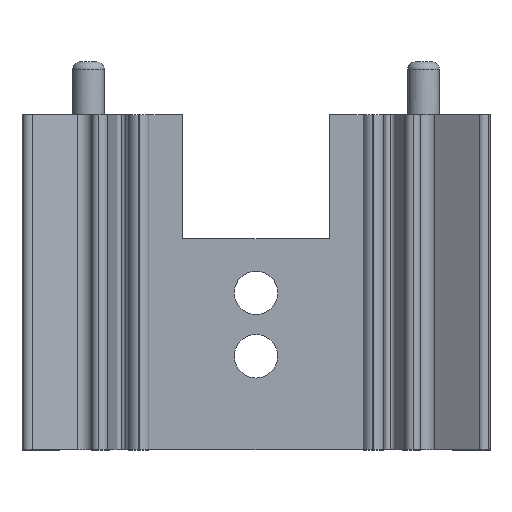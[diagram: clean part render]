
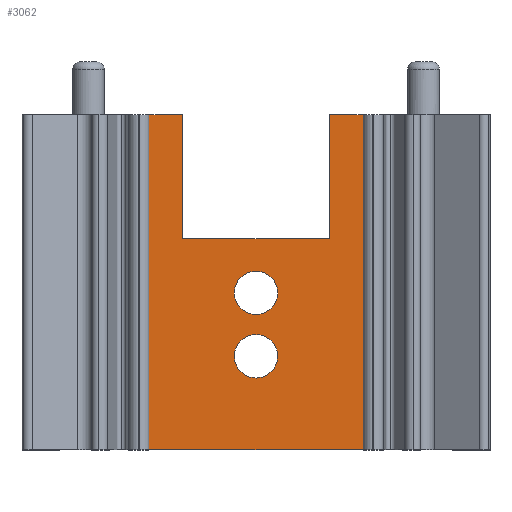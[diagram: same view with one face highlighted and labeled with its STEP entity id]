
A CAD part, top view. The second image highlights one B-rep face of the part: STEP entity #3062.
In plain terms, the highlighted planar face has unit normal (0, 0, 1).
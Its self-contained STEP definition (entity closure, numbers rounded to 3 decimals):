
#24=PLANE('',#3191);
#90=CIRCLE('',#3192,1.65);
#91=CIRCLE('',#3193,1.65);
#216=ORIENTED_EDGE('',*,*,#894,.T.);
#217=ORIENTED_EDGE('',*,*,#895,.T.);
#218=ORIENTED_EDGE('',*,*,#896,.F.);
#219=ORIENTED_EDGE('',*,*,#897,.T.);
#220=ORIENTED_EDGE('',*,*,#898,.F.);
#221=ORIENTED_EDGE('',*,*,#899,.F.);
#222=ORIENTED_EDGE('',*,*,#900,.T.);
#223=ORIENTED_EDGE('',*,*,#901,.T.);
#224=ORIENTED_EDGE('',*,*,#902,.F.);
#225=ORIENTED_EDGE('',*,*,#903,.F.);
#894=EDGE_CURVE('',#1232,#1232,#90,.T.);
#895=EDGE_CURVE('',#1233,#1233,#91,.T.);
#896=EDGE_CURVE('',#1234,#1235,#1458,.T.);
#897=EDGE_CURVE('',#1234,#1236,#1459,.T.);
#898=EDGE_CURVE('',#1237,#1236,#1460,.T.);
#899=EDGE_CURVE('',#1238,#1237,#1461,.T.);
#900=EDGE_CURVE('',#1238,#1239,#1462,.T.);
#901=EDGE_CURVE('',#1239,#1240,#1463,.T.);
#902=EDGE_CURVE('',#1241,#1240,#1464,.T.);
#903=EDGE_CURVE('',#1235,#1241,#1465,.T.);
#1232=VERTEX_POINT('',#4146);
#1233=VERTEX_POINT('',#4148);
#1234=VERTEX_POINT('',#4150);
#1235=VERTEX_POINT('',#4151);
#1236=VERTEX_POINT('',#4153);
#1237=VERTEX_POINT('',#4155);
#1238=VERTEX_POINT('',#4157);
#1239=VERTEX_POINT('',#4159);
#1240=VERTEX_POINT('',#4161);
#1241=VERTEX_POINT('',#4163);
#1458=LINE('',#4149,#1686);
#1459=LINE('',#4152,#1687);
#1460=LINE('',#4154,#1688);
#1461=LINE('',#4156,#1689);
#1462=LINE('',#4158,#1690);
#1463=LINE('',#4160,#1691);
#1464=LINE('',#4162,#1692);
#1465=LINE('',#4164,#1693);
#1686=VECTOR('',#3451,1000.);
#1687=VECTOR('',#3452,1000.);
#1688=VECTOR('',#3453,1000.);
#1689=VECTOR('',#3454,1000.);
#1690=VECTOR('',#3455,1000.);
#1691=VECTOR('',#3456,1000.);
#1692=VECTOR('',#3457,1000.);
#1693=VECTOR('',#3458,1000.);
#1906=EDGE_LOOP('',(#216));
#1907=EDGE_LOOP('',(#217));
#1908=EDGE_LOOP('',(#218,#219,#220,#221,#222,#223,#224,#225));
#2036=FACE_BOUND('',#1906,.T.);
#2037=FACE_BOUND('',#1907,.T.);
#2038=FACE_BOUND('',#1908,.T.);
#3062=ADVANCED_FACE('',(#2036,#2037,#2038),#24,.F.);
#3191=AXIS2_PLACEMENT_3D('',#4144,#3445,#3446);
#3192=AXIS2_PLACEMENT_3D('',#4145,#3447,#3448);
#3193=AXIS2_PLACEMENT_3D('',#4147,#3449,#3450);
#3445=DIRECTION('',(0.,0.,-1.));
#3446=DIRECTION('',(-1.,0.,0.));
#3447=DIRECTION('',(0.,0.,-1.));
#3448=DIRECTION('',(-1.,0.,0.));
#3449=DIRECTION('',(0.,0.,-1.));
#3450=DIRECTION('',(-1.,0.,0.));
#3451=DIRECTION('',(0.,-1.,0.));
#3452=DIRECTION('',(-1.,0.,0.));
#3453=DIRECTION('',(0.,1.,0.));
#3454=DIRECTION('',(-1.,0.,0.));
#3455=DIRECTION('',(0.,1.,0.));
#3456=DIRECTION('',(-1.,0.,0.));
#3457=DIRECTION('',(0.,1.,0.));
#3458=DIRECTION('',(1.,0.,0.));
#4144=CARTESIAN_POINT('',(0.,-12.7,0.961));
#4145=CARTESIAN_POINT('',(0.,-0.8,0.961));
#4146=CARTESIAN_POINT('',(-1.65,-0.8,0.961));
#4147=CARTESIAN_POINT('',(0.,-5.604,0.961));
#4148=CARTESIAN_POINT('',(-1.65,-5.604,0.961));
#4149=CARTESIAN_POINT('',(-5.55,-12.7,0.961));
#4150=CARTESIAN_POINT('',(-5.55,12.7,0.961));
#4151=CARTESIAN_POINT('',(-5.55,3.3,0.961));
#4152=CARTESIAN_POINT('',(0.,12.7,0.961));
#4153=CARTESIAN_POINT('',(-8.12,12.7,0.961));
#4154=CARTESIAN_POINT('',(-8.12,-12.7,0.961));
#4155=CARTESIAN_POINT('',(-8.12,-12.7,0.961));
#4156=CARTESIAN_POINT('',(0.,-12.7,0.961));
#4157=CARTESIAN_POINT('',(8.12,-12.7,0.961));
#4158=CARTESIAN_POINT('',(8.12,-12.7,0.961));
#4159=CARTESIAN_POINT('',(8.12,12.7,0.961));
#4160=CARTESIAN_POINT('',(0.,12.7,0.961));
#4161=CARTESIAN_POINT('',(5.55,12.7,0.961));
#4162=CARTESIAN_POINT('',(5.55,-12.7,0.961));
#4163=CARTESIAN_POINT('',(5.55,3.3,0.961));
#4164=CARTESIAN_POINT('',(0.,3.3,0.961));
